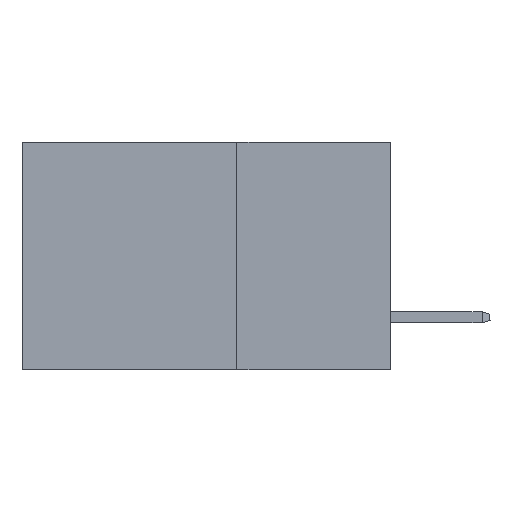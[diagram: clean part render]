
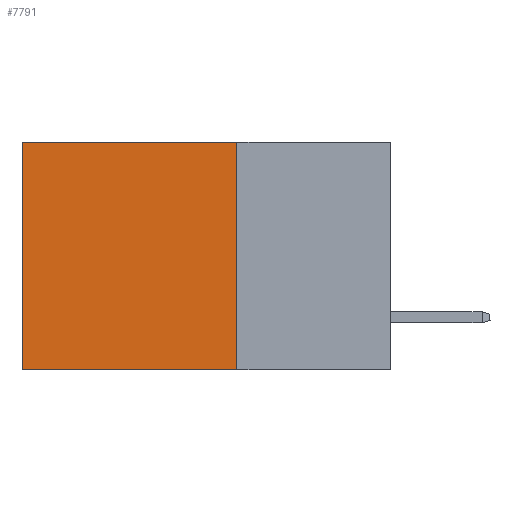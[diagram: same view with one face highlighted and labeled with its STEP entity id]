
A CAD part, left-side view. The second image highlights one B-rep face of the part: STEP entity #7791.
In plain terms, the highlighted planar face has unit normal (-1, 0, 0).
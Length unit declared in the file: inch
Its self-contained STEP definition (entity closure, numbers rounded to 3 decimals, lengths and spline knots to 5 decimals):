
#629 = CARTESIAN_POINT ( 'NONE',  ( 0.2875, 0.25, 0. ) ) ;
#1510 = VERTEX_POINT ( 'NONE', #629 ) ;
#2020 = DIRECTION ( 'NONE',  ( 1., 0., 0. ) ) ;
#2712 = EDGE_LOOP ( 'NONE', ( #13436, #31280, #32854, #4153 ) ) ;
#2885 = CARTESIAN_POINT ( 'NONE',  ( 0.2875, 0.25, 0. ) ) ;
#3182 = EDGE_CURVE ( 'NONE', #24702, #18111, #20276, .T. ) ;
#4153 = ORIENTED_EDGE ( 'NONE', *, *, #14297, .T. ) ;
#4187 = FACE_OUTER_BOUND ( 'NONE', #2712, .T. ) ;
#5425 = VECTOR ( 'NONE', #27437, 39.37008 ) ;
#7791 = ADVANCED_FACE ( 'NONE', ( #4187 ), #28824, .F. ) ;
#7883 = CARTESIAN_POINT ( 'NONE',  ( 0.2875, 0.6, -0.37 ) ) ;
#9771 = AXIS2_PLACEMENT_3D ( 'NONE', #15707, #2020, #26450 ) ;
#9966 = EDGE_CURVE ( 'NONE', #1510, #11997, #27511, .T. ) ;
#11053 = DIRECTION ( 'NONE',  ( 0., 0., -1. ) ) ;
#11997 = VERTEX_POINT ( 'NONE', #32941 ) ;
#13436 = ORIENTED_EDGE ( 'NONE', *, *, #3182, .T. ) ;
#14164 = CARTESIAN_POINT ( 'NONE',  ( 0.2875, 0.6, 0. ) ) ;
#14297 = EDGE_CURVE ( 'NONE', #1510, #24702, #24023, .T. ) ;
#15477 = DIRECTION ( 'NONE',  ( 0., 1., 0. ) ) ;
#15707 = CARTESIAN_POINT ( 'NONE',  ( 0.2875, 0.25, 0. ) ) ;
#17367 = CARTESIAN_POINT ( 'NONE',  ( 0.2875, 0.25, -0.37 ) ) ;
#18111 = VERTEX_POINT ( 'NONE', #7883 ) ;
#18661 = VECTOR ( 'NONE', #11053, 39.37008 ) ;
#19580 = VECTOR ( 'NONE', #15477, 39.37008 ) ;
#20229 = EDGE_CURVE ( 'NONE', #11997, #18111, #23661, .T. ) ;
#20276 = LINE ( 'NONE', #30693, #18661 ) ;
#22103 = CARTESIAN_POINT ( 'NONE',  ( 0.2875, 0.25, 0. ) ) ;
#23661 = LINE ( 'NONE', #17367, #5425 ) ;
#24023 = LINE ( 'NONE', #2885, #19580 ) ;
#24702 = VERTEX_POINT ( 'NONE', #14164 ) ;
#24810 = DIRECTION ( 'NONE',  ( 0., 0., -1. ) ) ;
#26450 = DIRECTION ( 'NONE',  ( 0., 0., -1. ) ) ;
#27437 = DIRECTION ( 'NONE',  ( 0., 1., 0. ) ) ;
#27511 = LINE ( 'NONE', #22103, #29130 ) ;
#28824 = PLANE ( 'NONE',  #9771 ) ;
#29130 = VECTOR ( 'NONE', #24810, 39.37008 ) ;
#30693 = CARTESIAN_POINT ( 'NONE',  ( 0.2875, 0.6, 0. ) ) ;
#31280 = ORIENTED_EDGE ( 'NONE', *, *, #20229, .F. ) ;
#32854 = ORIENTED_EDGE ( 'NONE', *, *, #9966, .F. ) ;
#32941 = CARTESIAN_POINT ( 'NONE',  ( 0.2875, 0.25, -0.37 ) ) ;
